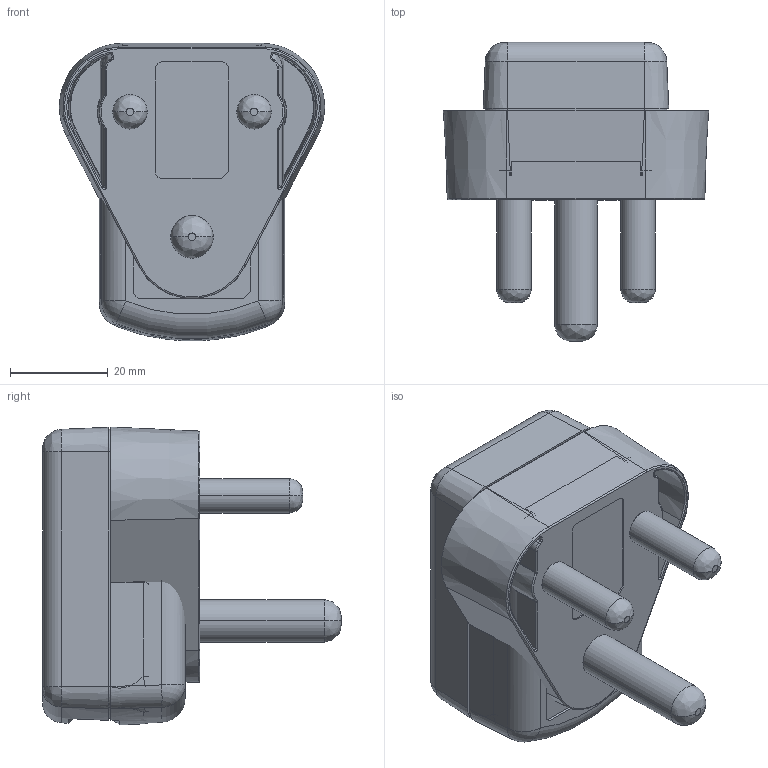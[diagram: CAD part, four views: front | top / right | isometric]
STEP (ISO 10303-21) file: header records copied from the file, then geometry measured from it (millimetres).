
FILE_DESCRIPTION((''),'2;1');
FILE_NAME('GT-83084-WWVV-USB-W2SA_ASM','2022-08-09T09:55:30',('jirenqiang'),(''),'CREO PARAMETRIC BY PTC INC, 2018050','CREO PARAMETRIC BY PTC INC, 2018050','');
FILE_SCHEMA(('CONFIG_CONTROL_DESIGN'));
Products named in the file (32): PCB-AF_3_1; PCB-AF_3_2; PCB-AF_3_ASM; MSBR-6_2-AF_1; MSBR-5_1-AF_1; MSBR-4_1-AF_1; MSBR-3_1-AF_1; MSBR-2_1-AF_1; MSBR-1_2-AF_1; ASM0001_ASM_2-AF_ASM; USBAF_ASM_ASM; 46H-AF_ASM_1_ASM; PCB-AF_ASM_2_ASM; AF; BOT-NEW-AF_2_1; BOT-NEW-AF_2_2; BOT-NEW-AF_2_3; BOT-NEW-AF_2_4; BOT-NEW-AF_2_5; BOT-NEW-AF_2_6; 10PFJ-BOT-NEW-AF_2_7; 10PFJ-BOT-NEW-AF_2_8; 10PFJ-BOT-NEW-AF_2_9; 10PFJ-BOT-NEW-AF_2_10; 10PFJ-BOT-NEW-AF_2_11; BOT-NEW-AF_2_ASM; SPRING-AF_1; ML-AF_2; AF-PIN1_4; AF-PIN2_6; TOP-NEW_1; GT-83084-WWVV-USB-W2SA_ASM
Assembly tree (33 placements, depth 6):
  GT-83084-WWVV-USB-W2SA_ASM
    PCB-AF_ASM_2_ASM
      PCB-AF_3_ASM
        PCB-AF_3_1
        PCB-AF_3_2
      46H-AF_ASM_1_ASM
        USBAF_ASM_ASM
          ASM0001_ASM_2-AF_ASM
            MSBR-6_2-AF_1
            MSBR-5_1-AF_1
            MSBR-4_1-AF_1
            MSBR-3_1-AF_1
            MSBR-2_1-AF_1
            MSBR-1_2-AF_1
    AF
    BOT-NEW-AF_2_ASM
      BOT-NEW-AF_2_1
      BOT-NEW-AF_2_2
      BOT-NEW-AF_2_3
      BOT-NEW-AF_2_4
      BOT-NEW-AF_2_5
      BOT-NEW-AF_2_6
      10PFJ-BOT-NEW-AF_2_7
      10PFJ-BOT-NEW-AF_2_8
      10PFJ-BOT-NEW-AF_2_9
      10PFJ-BOT-NEW-AF_2_10
      10PFJ-BOT-NEW-AF_2_11
    SPRING-AF_1  x2
    ML-AF_2
    AF-PIN1_4  x2
    AF-PIN2_6
    TOP-NEW_1
Bounding box: 54.33 x 61.2 x 60.97 mm (x, y, z)
Volume: 41379.2 mm3; surface area: 46206.5 mm2
Topology: 27 solids, 28 shells, 3072 faces, 8436 edges, 5473 vertices
Faces by surface type: plane 2020, cylinder 616, bspline 164, extrusion 134, torus 68, cone 60, sphere 10
Entity records: 100550 total; most frequent: CARTESIAN_POINT 26182, ORIENTED_EDGE 16046, DIRECTION 14265, EDGE_CURVE 8025, VECTOR 6077, LINE 5943, VERTEX_POINT 5222, AXIS2_PLACEMENT_3D 4094
